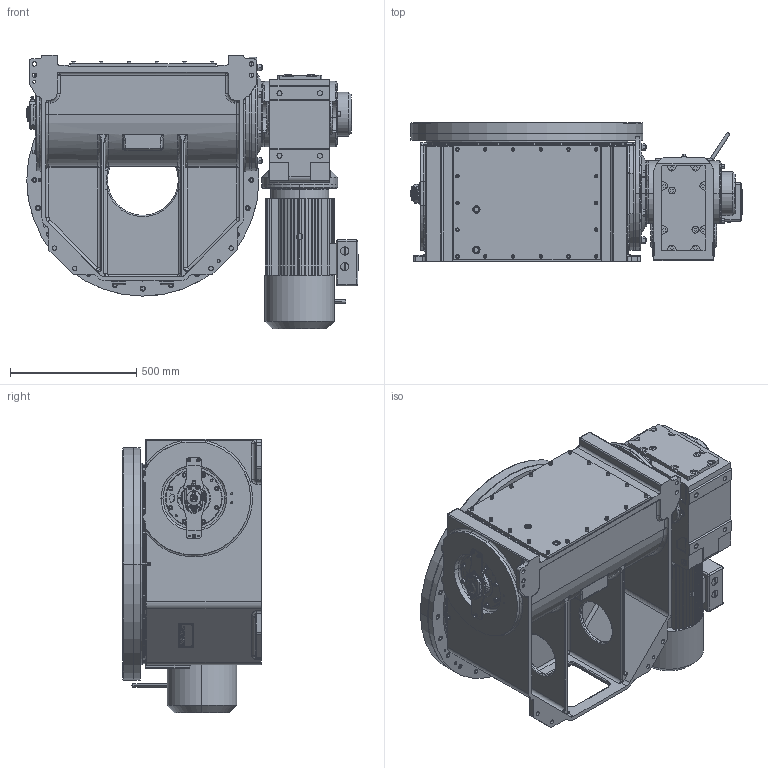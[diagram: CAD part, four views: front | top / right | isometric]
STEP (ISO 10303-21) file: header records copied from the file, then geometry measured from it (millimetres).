
FILE_DESCRIPTION((''),'2;1');
FILE_NAME('A7000','2021-11-22T',('wweis'),('EXPERT Tünkers GmbH'),'PRO/ENGINEER BY PARAMETRIC TECHNOLOGY CORPORATION, 2015280','PRO/ENGINEER BY PARAMETRIC TECHNOLOGY CORPORATION, 2015280','');
FILE_SCHEMA(('AUTOMOTIVE_DESIGN { 1 0 10303 214 1 1 1 1 }'));
Products named in the file (1): A7000
Bounding box: 1315.5 x 550 x 1085 mm (x, y, z)
Surface area: 7554766.9 mm2 (no closed solid volume)
Topology: 0 solids, 215 shells, 2439 faces, 7618 edges, 5337 vertices
Faces by surface type: plane 1136, cylinder 720, torus 249, cone 187, bspline 101, sphere 45, revolution 1
Entity records: 109565 total; most frequent: CARTESIAN_POINT 28291, DIRECTION 14752, ORIENTED_EDGE 12674, EDGE_CURVE 7574, AXIS2_PLACEMENT_3D 5396, VERTEX_POINT 5337, VECTOR 3959, LINE 3959
